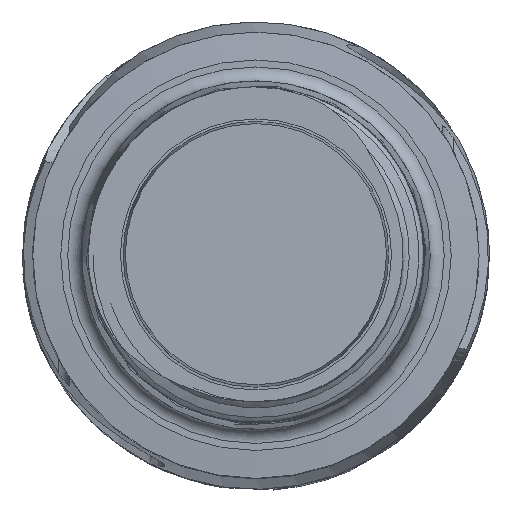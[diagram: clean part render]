
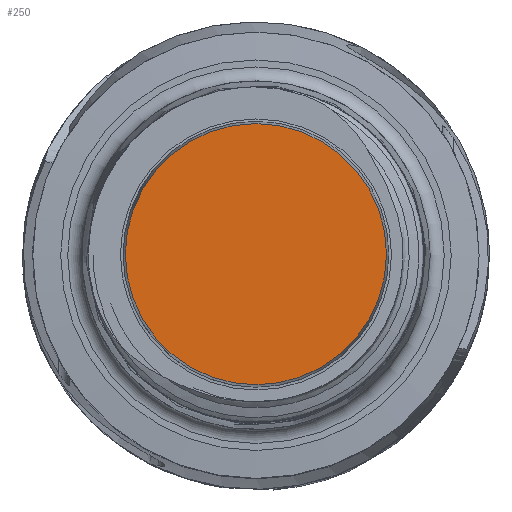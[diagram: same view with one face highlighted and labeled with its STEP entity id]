
A CAD part, top view. The second image highlights one B-rep face of the part: STEP entity #250.
In plain terms, the highlighted planar face has unit normal (0, 0, 1).
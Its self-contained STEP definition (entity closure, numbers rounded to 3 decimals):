
#56=PLANE('',#1835);
#178=CIRCLE('',#1827,2.794);
#250=ADVANCED_FACE('',(#356),#56,.T.);
#356=FACE_OUTER_BOUND('',#463,.T.);
#463=EDGE_LOOP('',(#820));
#820=ORIENTED_EDGE('',*,*,#1465,.F.);
#1276=VERTEX_POINT('',#4271);
#1465=EDGE_CURVE('',#1276,#1276,#178,.T.);
#1827=AXIS2_PLACEMENT_3D('',#4270,#2013,#2014);
#1835=AXIS2_PLACEMENT_3D('',#4391,#2029,#2030);
#2013=DIRECTION('',(0.,0.,-1.));
#2014=DIRECTION('',(-1.,0.,0.));
#2029=DIRECTION('',(0.,0.,1.));
#2030=DIRECTION('',(1.,0.,0.));
#4270=CARTESIAN_POINT('',(0.,0.,12.475));
#4271=CARTESIAN_POINT('',(-2.794,0.,12.475));
#4391=CARTESIAN_POINT('',(0.,0.,12.475));
